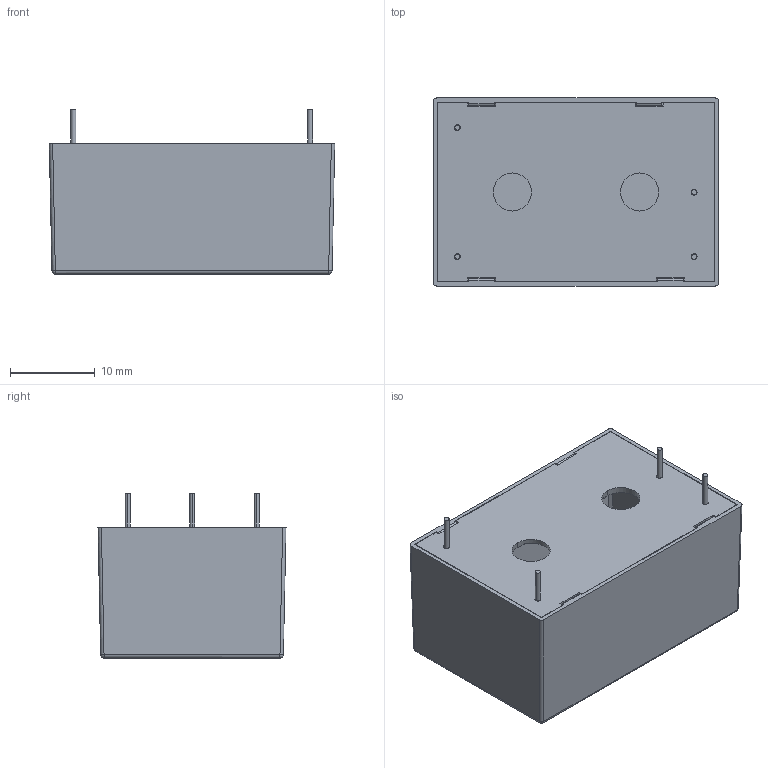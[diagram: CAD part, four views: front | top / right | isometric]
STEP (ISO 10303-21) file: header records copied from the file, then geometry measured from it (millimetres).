
FILE_DESCRIPTION (( 'STEP AP214' ), '1' );
FILE_NAME ('RAC02E-K_277_3D_20200720.stp', '2020-07-20T10:33:07', ( '' ), ( '' ), 'SwSTEP 2.0', 'SolidWorks 2019', '' );
FILE_SCHEMA (( 'AUTOMOTIVE_DESIGN' ));
Length unit declared in the file: millimetre
Products named in the file (1): RAC02E-K_277_3D_20200720
Bounding box: 33.7 x 22.2 x 19.4 mm (x, y, z)
Volume: 2326.2 mm3; surface area: 6257.3 mm2
Topology: 6 solids, 6 shells, 282 faces, 740 edges, 489 vertices
Faces by surface type: plane 211, cylinder 55, cone 12, bspline 2, sphere 2
Entity records: 12093 total; most frequent: CARTESIAN_POINT 2276, ORIENTED_EDGE 1480, DIRECTION 1190, EDGE_CURVE 740, VERTEX_POINT 489, AXIS2_PLACEMENT_3D 405, LINE 380, VECTOR 380
